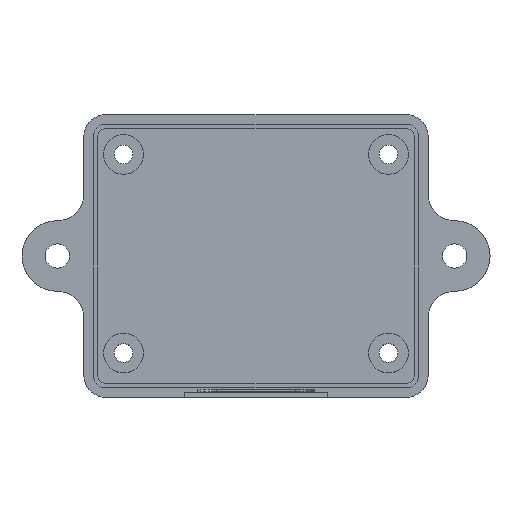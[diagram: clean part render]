
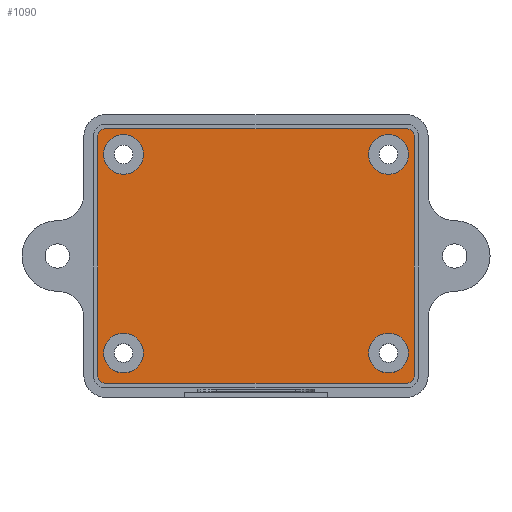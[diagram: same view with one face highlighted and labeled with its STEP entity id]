
A CAD part, top view. The second image highlights one B-rep face of the part: STEP entity #1090.
In plain terms, the highlighted planar face has unit normal (0, 0, 1).
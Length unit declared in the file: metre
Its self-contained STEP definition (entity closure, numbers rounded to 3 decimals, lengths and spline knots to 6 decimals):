
#46=LINE('',#1664,#136);
#47=LINE('',#1668,#137);
#48=LINE('',#1672,#138);
#49=LINE('',#1676,#139);
#136=VECTOR('',#1313,1.);
#137=VECTOR('',#1316,1.);
#138=VECTOR('',#1319,1.);
#139=VECTOR('',#1322,1.);
#226=ORIENTED_EDGE('',*,*,#534,.F.);
#227=ORIENTED_EDGE('',*,*,#535,.F.);
#228=ORIENTED_EDGE('',*,*,#536,.F.);
#229=ORIENTED_EDGE('',*,*,#537,.F.);
#230=ORIENTED_EDGE('',*,*,#538,.F.);
#231=ORIENTED_EDGE('',*,*,#539,.F.);
#232=ORIENTED_EDGE('',*,*,#540,.F.);
#233=ORIENTED_EDGE('',*,*,#541,.F.);
#234=ORIENTED_EDGE('',*,*,#542,.F.);
#235=ORIENTED_EDGE('',*,*,#543,.T.);
#236=ORIENTED_EDGE('',*,*,#544,.F.);
#237=ORIENTED_EDGE('',*,*,#545,.T.);
#534=EDGE_CURVE('',#688,#688,#798,.T.);
#535=EDGE_CURVE('',#689,#689,#799,.T.);
#536=EDGE_CURVE('',#690,#690,#800,.T.);
#537=EDGE_CURVE('',#691,#691,#801,.T.);
#538=EDGE_CURVE('',#692,#693,#802,.T.);
#539=EDGE_CURVE('',#694,#692,#46,.T.);
#540=EDGE_CURVE('',#695,#694,#803,.T.);
#541=EDGE_CURVE('',#696,#695,#47,.T.);
#542=EDGE_CURVE('',#697,#696,#804,.T.);
#543=EDGE_CURVE('',#697,#698,#48,.T.);
#544=EDGE_CURVE('',#699,#698,#805,.T.);
#545=EDGE_CURVE('',#699,#693,#49,.T.);
#688=VERTEX_POINT('',#1654);
#689=VERTEX_POINT('',#1656);
#690=VERTEX_POINT('',#1658);
#691=VERTEX_POINT('',#1660);
#692=VERTEX_POINT('',#1662);
#693=VERTEX_POINT('',#1663);
#694=VERTEX_POINT('',#1665);
#695=VERTEX_POINT('',#1667);
#696=VERTEX_POINT('',#1669);
#697=VERTEX_POINT('',#1671);
#698=VERTEX_POINT('',#1673);
#699=VERTEX_POINT('',#1675);
#798=CIRCLE('',#1170,0.0045);
#799=CIRCLE('',#1171,0.0045);
#800=CIRCLE('',#1172,0.0045);
#801=CIRCLE('',#1173,0.0045);
#802=CIRCLE('',#1174,0.00185);
#803=CIRCLE('',#1175,0.00185);
#804=CIRCLE('',#1176,0.00185);
#805=CIRCLE('',#1177,0.00185);
#862=EDGE_LOOP('',(#226));
#863=EDGE_LOOP('',(#227));
#864=EDGE_LOOP('',(#228));
#865=EDGE_LOOP('',(#229));
#866=EDGE_LOOP('',(#230,#231,#232,#233,#234,#235,#236,#237));
#960=FACE_BOUND('',#862,.T.);
#961=FACE_BOUND('',#863,.T.);
#962=FACE_BOUND('',#864,.T.);
#963=FACE_BOUND('',#865,.T.);
#964=FACE_BOUND('',#866,.T.);
#1058=PLANE('',#1169);
#1090=ADVANCED_FACE('',(#960,#961,#962,#963,#964),#1058,.T.);
#1169=AXIS2_PLACEMENT_3D('',#1652,#1301,#1302);
#1170=AXIS2_PLACEMENT_3D('',#1653,#1303,#1304);
#1171=AXIS2_PLACEMENT_3D('',#1655,#1305,#1306);
#1172=AXIS2_PLACEMENT_3D('',#1657,#1307,#1308);
#1173=AXIS2_PLACEMENT_3D('',#1659,#1309,#1310);
#1174=AXIS2_PLACEMENT_3D('',#1661,#1311,#1312);
#1175=AXIS2_PLACEMENT_3D('',#1666,#1314,#1315);
#1176=AXIS2_PLACEMENT_3D('',#1670,#1317,#1318);
#1177=AXIS2_PLACEMENT_3D('',#1674,#1320,#1321);
#1301=DIRECTION('',(0.,0.,1.));
#1302=DIRECTION('',(1.,0.,0.));
#1303=DIRECTION('',(0.,0.,1.));
#1304=DIRECTION('',(1.,0.,0.));
#1305=DIRECTION('',(0.,0.,1.));
#1306=DIRECTION('',(1.,0.,0.));
#1307=DIRECTION('',(0.,0.,1.));
#1308=DIRECTION('',(1.,0.,0.));
#1309=DIRECTION('',(0.,0.,1.));
#1310=DIRECTION('',(1.,0.,0.));
#1311=DIRECTION('',(0.,0.,-1.));
#1312=DIRECTION('',(1.,0.,0.));
#1313=DIRECTION('',(-1.,0.,0.));
#1314=DIRECTION('',(0.,0.,-1.));
#1315=DIRECTION('',(1.,0.,0.));
#1316=DIRECTION('',(0.,-1.,0.));
#1317=DIRECTION('',(0.,0.,-1.));
#1318=DIRECTION('',(1.,0.,0.));
#1319=DIRECTION('',(-1.,0.,0.));
#1320=DIRECTION('',(0.,0.,-1.));
#1321=DIRECTION('',(1.,0.,0.));
#1322=DIRECTION('',(0.,-1.,0.));
#1652=CARTESIAN_POINT('',(0.,0.,0.00125));
#1653=CARTESIAN_POINT('',(-0.03,0.023016,0.00125));
#1654=CARTESIAN_POINT('',(-0.0255,0.023016,0.00125));
#1655=CARTESIAN_POINT('',(0.03,0.023016,0.00125));
#1656=CARTESIAN_POINT('',(0.0345,0.023016,0.00125));
#1657=CARTESIAN_POINT('',(0.03,-0.021984,0.00125));
#1658=CARTESIAN_POINT('',(0.0345,-0.021984,0.00125));
#1659=CARTESIAN_POINT('',(-0.03,-0.021984,0.00125));
#1660=CARTESIAN_POINT('',(-0.0255,-0.021984,0.00125));
#1661=CARTESIAN_POINT('',(-0.034,-0.027016,0.00125));
#1662=CARTESIAN_POINT('',(-0.034,-0.028866,0.00125));
#1663=CARTESIAN_POINT('',(-0.03585,-0.027016,0.00125));
#1664=CARTESIAN_POINT('',(0.,-0.028866,0.00125));
#1665=CARTESIAN_POINT('',(0.034,-0.028866,0.00125));
#1666=CARTESIAN_POINT('',(0.034,-0.027016,0.00125));
#1667=CARTESIAN_POINT('',(0.03585,-0.027016,0.00125));
#1668=CARTESIAN_POINT('',(0.03585,0.,0.00125));
#1669=CARTESIAN_POINT('',(0.03585,0.027016,0.00125));
#1670=CARTESIAN_POINT('',(0.034,0.027016,0.00125));
#1671=CARTESIAN_POINT('',(0.034,0.028866,0.00125));
#1672=CARTESIAN_POINT('',(0.,0.028866,0.00125));
#1673=CARTESIAN_POINT('',(-0.034,0.028866,0.00125));
#1674=CARTESIAN_POINT('',(-0.034,0.027016,0.00125));
#1675=CARTESIAN_POINT('',(-0.03585,0.027016,0.00125));
#1676=CARTESIAN_POINT('',(-0.03585,0.,0.00125));
